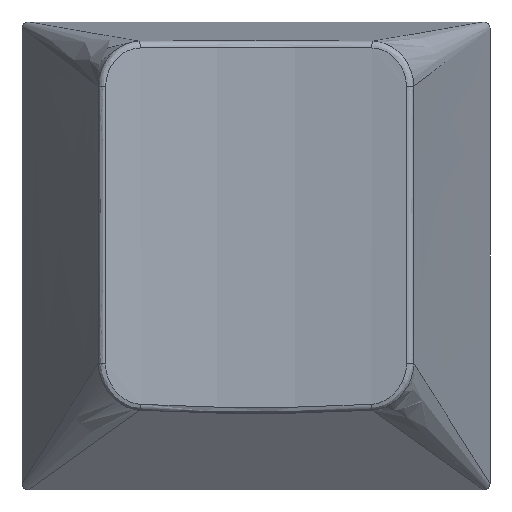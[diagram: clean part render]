
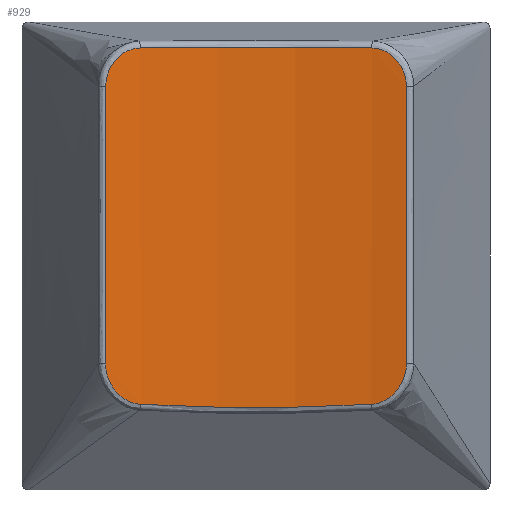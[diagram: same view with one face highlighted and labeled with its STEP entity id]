
A CAD part, top view. The second image highlights one B-rep face of the part: STEP entity #929.
In plain terms, the highlighted cylindrical face has radius 30.3 mm (diameter 60.6 mm), a partial arc.
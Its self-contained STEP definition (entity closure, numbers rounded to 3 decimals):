
#15=CYLINDRICAL_SURFACE('',#1001,30.3);
#67=B_SPLINE_CURVE_WITH_KNOTS('',3,(#1676,#1677,#1678,#1679,#1680),
 .UNSPECIFIED.,.F.,.F.,(4,1,4),(0.,4.57,10.663),
 .UNSPECIFIED.);
#69=B_SPLINE_CURVE_WITH_KNOTS('',3,(#1725,#1726,#1727,#1728,#1729,#1730,
#1731,#1732,#1733,#1734,#1735,#1736,#1737,#1738,#1739,#1740,#1741,#1742,
#1743,#1744),.UNSPECIFIED.,.F.,.F.,(4,2,2,2,2,2,2,2,2,4),(0.,0.26,
0.53,0.635,0.953,1.338,1.589,
1.906,2.206,2.224),.UNSPECIFIED.);
#71=B_SPLINE_CURVE_WITH_KNOTS('',3,(#1844,#1845,#1846,#1847,#1848,#1849,
#1850,#1851,#1852,#1853,#1854,#1855,#1856,#1857,#1858,#1859,#1860,#1861),
 .UNSPECIFIED.,.F.,.F.,(4,2,2,2,2,2,2,2,4),(0.,0.302,0.637,
0.656,0.984,1.64,1.93,2.206,
2.295),.UNSPECIFIED.);
#73=B_SPLINE_CURVE_WITH_KNOTS('',3,(#1918,#1919,#1920,#1921,#1922),
 .UNSPECIFIED.,.F.,.F.,(4,1,4),(0.,3.847,8.976),
 .UNSPECIFIED.);
#75=B_SPLINE_CURVE_WITH_KNOTS('',3,(#1962,#1963,#1964,#1965,#1966,#1967),
 .UNSPECIFIED.,.F.,.F.,(4,1,1,4),(0.,0.953,1.589,
2.224),.UNSPECIFIED.);
#77=B_SPLINE_CURVE_WITH_KNOTS('',3,(#2013,#2014,#2015,#2016,#2017,#2018,
#2019),.UNSPECIFIED.,.F.,.F.,(4,1,1,1,4),(0.,0.328,0.984,
1.64,2.295),.UNSPECIFIED.);
#79=B_SPLINE_CURVE_WITH_KNOTS('',3,(#2050,#2051,#2052,#2053,#2054),
 .UNSPECIFIED.,.F.,.F.,(4,1,4),(0.,6.093,10.663),
 .UNSPECIFIED.);
#101=FACE_OUTER_BOUND('',#155,.T.);
#155=EDGE_LOOP('',(#710,#711,#712,#713,#714,#715,#716,#717));
#198=ELLIPSE('',#997,26.239,22.667);
#421=VERTEX_POINT('',#1672);
#422=VERTEX_POINT('',#1674);
#423=VERTEX_POINT('',#1723);
#424=VERTEX_POINT('',#1780);
#426=VERTEX_POINT('',#1882);
#427=VERTEX_POINT('',#1910);
#430=VERTEX_POINT('',#1960);
#431=VERTEX_POINT('',#2003);
#521=EDGE_CURVE('',#422,#421,#67,.T.);
#524=EDGE_CURVE('',#423,#422,#69,.T.);
#527=EDGE_CURVE('',#421,#424,#71,.T.);
#529=EDGE_CURVE('',#426,#423,#198,.T.);
#532=EDGE_CURVE('',#424,#427,#73,.T.);
#535=EDGE_CURVE('',#430,#426,#75,.T.);
#538=EDGE_CURVE('',#427,#431,#77,.T.);
#540=EDGE_CURVE('',#431,#430,#79,.T.);
#710=ORIENTED_EDGE('',*,*,#521,.F.);
#711=ORIENTED_EDGE('',*,*,#524,.F.);
#712=ORIENTED_EDGE('',*,*,#529,.F.);
#713=ORIENTED_EDGE('',*,*,#535,.F.);
#714=ORIENTED_EDGE('',*,*,#540,.F.);
#715=ORIENTED_EDGE('',*,*,#538,.F.);
#716=ORIENTED_EDGE('',*,*,#532,.F.);
#717=ORIENTED_EDGE('',*,*,#527,.F.);
#929=ADVANCED_FACE('',(#101),#15,.F.);
#997=AXIS2_PLACEMENT_3D('',#1884,#1116,#1117);
#1001=AXIS2_PLACEMENT_3D('',#2112,#1125,#1126);
#1116=DIRECTION('center_axis',(0.,-0.996,
-0.085));
#1117=DIRECTION('ref_axis',(1.,0.,0.));
#1125=DIRECTION('center_axis',(0.,-0.999,-0.035));
#1126=DIRECTION('ref_axis',(-0.332,0.033,-0.943));
#1672=CARTESIAN_POINT('',(4.91,-2.608,8.926));
#1674=CARTESIAN_POINT('',(4.906,8.048,9.297));
#1676=CARTESIAN_POINT('Ctrl Pts',(4.906,8.048,9.297));
#1677=CARTESIAN_POINT('Ctrl Pts',(4.906,6.526,9.244));
#1678=CARTESIAN_POINT('Ctrl Pts',(4.908,2.974,9.121));
#1679=CARTESIAN_POINT('Ctrl Pts',(4.91,-0.578,8.997));
#1680=CARTESIAN_POINT('Ctrl Pts',(4.91,-2.608,8.926));
#1723=CARTESIAN_POINT('',(3.579,9.536,9.122));
#1725=CARTESIAN_POINT('Ctrl Pts',(3.579,9.536,9.122));
#1726=CARTESIAN_POINT('Ctrl Pts',(3.664,9.535,9.134));
#1727=CARTESIAN_POINT('Ctrl Pts',(3.748,9.524,9.147));
#1728=CARTESIAN_POINT('Ctrl Pts',(3.917,9.485,9.172));
#1729=CARTESIAN_POINT('Ctrl Pts',(4.001,9.455,9.185));
#1730=CARTESIAN_POINT('Ctrl Pts',(4.112,9.403,9.201));
#1731=CARTESIAN_POINT('Ctrl Pts',(4.143,9.387,9.206));
#1732=CARTESIAN_POINT('Ctrl Pts',(4.264,9.317,9.224));
#1733=CARTESIAN_POINT('Ctrl Pts',(4.348,9.254,9.236));
#1734=CARTESIAN_POINT('Ctrl Pts',(4.517,9.095,9.261));
#1735=CARTESIAN_POINT('Ctrl Pts',(4.598,8.996,9.272));
#1736=CARTESIAN_POINT('Ctrl Pts',(4.71,8.817,9.287));
#1737=CARTESIAN_POINT('Ctrl Pts',(4.748,8.743,9.291));
#1738=CARTESIAN_POINT('Ctrl Pts',(4.822,8.569,9.299));
#1739=CARTESIAN_POINT('Ctrl Pts',(4.853,8.467,9.302));
#1740=CARTESIAN_POINT('Ctrl Pts',(4.894,8.266,9.303));
#1741=CARTESIAN_POINT('Ctrl Pts',(4.905,8.166,9.301));
#1742=CARTESIAN_POINT('Ctrl Pts',(4.906,8.06,9.298));
#1743=CARTESIAN_POINT('Ctrl Pts',(4.906,8.054,9.298));
#1744=CARTESIAN_POINT('Ctrl Pts',(4.906,8.048,9.297));
#1780=CARTESIAN_POINT('',(3.557,-4.17,8.64));
#1844=CARTESIAN_POINT('Ctrl Pts',(4.91,-2.608,8.926));
#1845=CARTESIAN_POINT('Ctrl Pts',(4.91,-2.709,8.923));
#1846=CARTESIAN_POINT('Ctrl Pts',(4.9,-2.809,8.917));
#1847=CARTESIAN_POINT('Ctrl Pts',(4.86,-3.017,8.902));
#1848=CARTESIAN_POINT('Ctrl Pts',(4.827,-3.124,8.892));
#1849=CARTESIAN_POINT('Ctrl Pts',(4.783,-3.232,8.88));
#1850=CARTESIAN_POINT('Ctrl Pts',(4.78,-3.238,8.88));
#1851=CARTESIAN_POINT('Ctrl Pts',(4.735,-3.344,8.867));
#1852=CARTESIAN_POINT('Ctrl Pts',(4.683,-3.439,8.854));
#1853=CARTESIAN_POINT('Ctrl Pts',(4.501,-3.707,8.811));
#1854=CARTESIAN_POINT('Ctrl Pts',(4.344,-3.862,8.778));
#1855=CARTESIAN_POINT('Ctrl Pts',(4.081,-4.024,8.727));
#1856=CARTESIAN_POINT('Ctrl Pts',(3.995,-4.066,8.712));
#1857=CARTESIAN_POINT('Ctrl Pts',(3.821,-4.129,8.682));
#1858=CARTESIAN_POINT('Ctrl Pts',(3.733,-4.151,8.667));
#1859=CARTESIAN_POINT('Ctrl Pts',(3.615,-4.166,8.649));
#1860=CARTESIAN_POINT('Ctrl Pts',(3.586,-4.169,8.645));
#1861=CARTESIAN_POINT('Ctrl Pts',(3.557,-4.17,8.64));
#1882=CARTESIAN_POINT('',(-5.331,9.536,9.122));
#1884=CARTESIAN_POINT('Origin',(-0.876,7.633,31.378));
#1910=CARTESIAN_POINT('',(-5.309,-4.17,8.64));
#1918=CARTESIAN_POINT('Ctrl Pts',(3.557,-4.17,8.64));
#1919=CARTESIAN_POINT('Ctrl Pts',(2.301,-4.239,8.452));
#1920=CARTESIAN_POINT('Ctrl Pts',(-0.662,-4.331,
8.199));
#1921=CARTESIAN_POINT('Ctrl Pts',(-3.634,-4.262,8.389));
#1922=CARTESIAN_POINT('Ctrl Pts',(-5.309,-4.17,8.64));
#1960=CARTESIAN_POINT('',(-6.658,8.048,9.297));
#1962=CARTESIAN_POINT('Ctrl Pts',(-6.658,8.048,9.297));
#1963=CARTESIAN_POINT('Ctrl Pts',(-6.658,8.365,9.308));
#1964=CARTESIAN_POINT('Ctrl Pts',(-6.496,8.895,9.295));
#1965=CARTESIAN_POINT('Ctrl Pts',(-5.951,9.413,9.214));
#1966=CARTESIAN_POINT('Ctrl Pts',(-5.539,9.533,9.152));
#1967=CARTESIAN_POINT('Ctrl Pts',(-5.331,9.536,9.122));
#2003=CARTESIAN_POINT('',(-6.662,-2.608,8.926));
#2013=CARTESIAN_POINT('Ctrl Pts',(-5.309,-4.17,8.64));
#2014=CARTESIAN_POINT('Ctrl Pts',(-5.416,-4.165,8.656));
#2015=CARTESIAN_POINT('Ctrl Pts',(-5.735,-4.103,8.707));
#2016=CARTESIAN_POINT('Ctrl Pts',(-6.199,-3.809,8.797));
#2017=CARTESIAN_POINT('Ctrl Pts',(-6.568,-3.261,8.885));
#2018=CARTESIAN_POINT('Ctrl Pts',(-6.662,-2.827,8.919));
#2019=CARTESIAN_POINT('Ctrl Pts',(-6.662,-2.608,8.926));
#2050=CARTESIAN_POINT('Ctrl Pts',(-6.662,-2.608,8.926));
#2051=CARTESIAN_POINT('Ctrl Pts',(-6.662,-0.578,
8.997));
#2052=CARTESIAN_POINT('Ctrl Pts',(-6.66,2.974,9.121));
#2053=CARTESIAN_POINT('Ctrl Pts',(-6.658,6.526,9.244));
#2054=CARTESIAN_POINT('Ctrl Pts',(-6.658,8.048,9.297));
#2112=CARTESIAN_POINT('Origin',(-0.876,-0.391,38.764));
